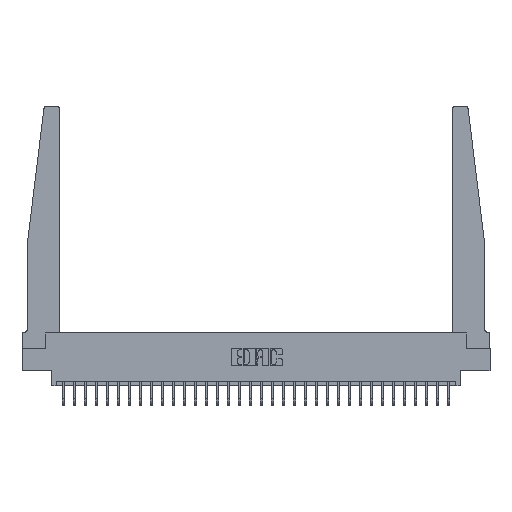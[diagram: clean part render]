
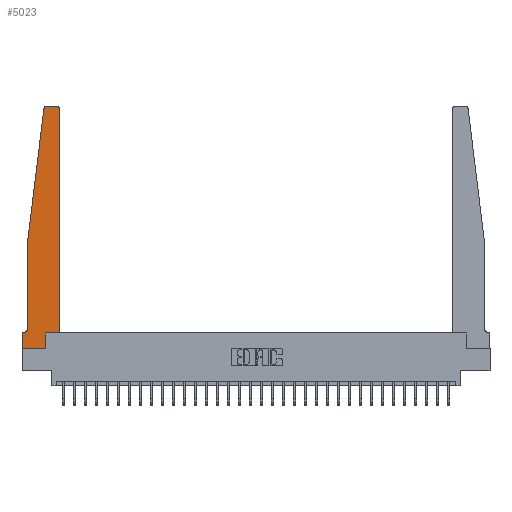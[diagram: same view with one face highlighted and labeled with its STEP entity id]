
A CAD part, top view. The second image highlights one B-rep face of the part: STEP entity #5023.
In plain terms, the highlighted planar face has unit normal (0, 0, 1).
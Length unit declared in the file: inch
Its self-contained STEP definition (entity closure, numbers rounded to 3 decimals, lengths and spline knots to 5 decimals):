
#9 = ORIENTED_EDGE ( 'NONE', *, *, #1547, .T. ) ;
#585 = ORIENTED_EDGE ( 'NONE', *, *, #24420, .T. ) ;
#682 = PLANE ( 'NONE',  #25170 ) ;
#756 = ORIENTED_EDGE ( 'NONE', *, *, #28584, .T. ) ;
#1004 = CARTESIAN_POINT ( 'NONE',  ( 0., 0.1875, 0.37 ) ) ;
#1021 = EDGE_CURVE ( 'NONE', #7555, #2203, #21900, .T. ) ;
#1093 = DIRECTION ( 'NONE',  ( 0., 0., -1. ) ) ;
#1348 = EDGE_CURVE ( 'NONE', #19855, #23651, #29582, .T. ) ;
#1547 = EDGE_CURVE ( 'NONE', #11192, #11237, #26068, .T. ) ;
#1834 = CARTESIAN_POINT ( 'NONE',  ( 0., 0., 0.37 ) ) ;
#2203 = VERTEX_POINT ( 'NONE', #3714 ) ;
#2560 = EDGE_CURVE ( 'NONE', #2203, #18920, #13042, .T. ) ;
#3009 = VECTOR ( 'NONE', #20659, 39.37008 ) ;
#3158 = AXIS2_PLACEMENT_3D ( 'NONE', #25595, #25758, #22904 ) ;
#3172 = EDGE_CURVE ( 'NONE', #23651, #7555, #30482, .T. ) ;
#3489 = CARTESIAN_POINT ( 'NONE',  ( 0.015, 0.2375, 0.37 ) ) ;
#3701 = VECTOR ( 'NONE', #17453, 39.37008 ) ;
#3714 = CARTESIAN_POINT ( 'NONE',  ( 0.395, 2.75, 0.37 ) ) ;
#4445 = VERTEX_POINT ( 'NONE', #18296 ) ;
#4545 = EDGE_CURVE ( 'NONE', #4445, #11192, #12366, .T. ) ;
#5023 = ADVANCED_FACE ( 'NONE', ( #6117 ), #682, .T. ) ;
#5227 = ORIENTED_EDGE ( 'NONE', *, *, #2560, .T. ) ;
#5667 = CARTESIAN_POINT ( 'NONE',  ( 0.2605, 0.18, 0.37 ) ) ;
#6117 = FACE_OUTER_BOUND ( 'NONE', #30302, .T. ) ;
#7191 = EDGE_CURVE ( 'NONE', #11233, #4445, #20027, .T. ) ;
#7317 = VECTOR ( 'NONE', #29365, 39.37008 ) ;
#7555 = VERTEX_POINT ( 'NONE', #12488 ) ;
#7727 = VECTOR ( 'NONE', #16333, 39.37008 ) ;
#7789 = ORIENTED_EDGE ( 'NONE', *, *, #4545, .T. ) ;
#7935 = ORIENTED_EDGE ( 'NONE', *, *, #16053, .T. ) ;
#8501 = DIRECTION ( 'NONE',  ( 0., 0., 1. ) ) ;
#8703 = AXIS2_PLACEMENT_3D ( 'NONE', #23260, #21171, #16396 ) ;
#10197 = DIRECTION ( 'NONE',  ( 1., 0., 0. ) ) ;
#10469 = CARTESIAN_POINT ( 'NONE',  ( 0., 0., 0.37 ) ) ;
#10580 = CIRCLE ( 'NONE', #22769, 0.05 ) ;
#10746 = DIRECTION ( 'NONE',  ( 1., 0., 0. ) ) ;
#10766 = VECTOR ( 'NONE', #10197, 39.37008 ) ;
#11192 = VERTEX_POINT ( 'NONE', #1834 ) ;
#11233 = VERTEX_POINT ( 'NONE', #14241 ) ;
#11237 = VERTEX_POINT ( 'NONE', #16470 ) ;
#11293 = CARTESIAN_POINT ( 'NONE',  ( 0., 0., 0.37 ) ) ;
#11762 = VECTOR ( 'NONE', #20973, 39.37008 ) ;
#12000 = CARTESIAN_POINT ( 'NONE',  ( 0.27653, 2.75, 0.37 ) ) ;
#12366 = LINE ( 'NONE', #10469, #3701 ) ;
#12488 = CARTESIAN_POINT ( 'NONE',  ( 0.425, 2.72, 0.37 ) ) ;
#13042 = LINE ( 'NONE', #13201, #28566 ) ;
#13201 = CARTESIAN_POINT ( 'NONE',  ( 0.25, 2.75, 0.37 ) ) ;
#14033 = EDGE_CURVE ( 'NONE', #18920, #26567, #16894, .T. ) ;
#14241 = CARTESIAN_POINT ( 'NONE',  ( 0.015, 0.1875, 0.37 ) ) ;
#15200 = LINE ( 'NONE', #22053, #7317 ) ;
#15232 = CARTESIAN_POINT ( 'NONE',  ( 0.2605, 0.18, 0.37 ) ) ;
#15275 = DIRECTION ( 'NONE',  ( -1., 0., 0. ) ) ;
#15719 = CARTESIAN_POINT ( 'NONE',  ( 0.425, 0.18, 0.37 ) ) ;
#16053 = EDGE_CURVE ( 'NONE', #26567, #21191, #15200, .T. ) ;
#16333 = DIRECTION ( 'NONE',  ( 0., 1., 0. ) ) ;
#16396 = DIRECTION ( 'NONE',  ( 1., 0., 0. ) ) ;
#16470 = CARTESIAN_POINT ( 'NONE',  ( 0.2605, 0., 0.37 ) ) ;
#16894 = CIRCLE ( 'NONE', #3158, 0.03 ) ;
#16913 = ORIENTED_EDGE ( 'NONE', *, *, #1021, .T. ) ;
#17453 = DIRECTION ( 'NONE',  ( 0., -1., 0. ) ) ;
#17834 = ORIENTED_EDGE ( 'NONE', *, *, #3172, .T. ) ;
#18296 = CARTESIAN_POINT ( 'NONE',  ( 0., 0.1875, 0.37 ) ) ;
#18741 = CARTESIAN_POINT ( 'NONE',  ( 0.065, 1.25, 0.37 ) ) ;
#18920 = VERTEX_POINT ( 'NONE', #12000 ) ;
#19855 = VERTEX_POINT ( 'NONE', #5667 ) ;
#19904 = CARTESIAN_POINT ( 'NONE',  ( 0.425, 0.18, 0.37 ) ) ;
#19989 = LINE ( 'NONE', #15232, #24266 ) ;
#20027 = LINE ( 'NONE', #20193, #3009 ) ;
#20193 = CARTESIAN_POINT ( 'NONE',  ( 0.065, 0.1875, 0.37 ) ) ;
#20659 = DIRECTION ( 'NONE',  ( -1., 0., 0. ) ) ;
#20973 = DIRECTION ( 'NONE',  ( 1., 0., 0. ) ) ;
#21171 = DIRECTION ( 'NONE',  ( 0., 0., 1. ) ) ;
#21191 = VERTEX_POINT ( 'NONE', #30499 ) ;
#21197 = ORIENTED_EDGE ( 'NONE', *, *, #7191, .T. ) ;
#21900 = CIRCLE ( 'NONE', #8703, 0.03 ) ;
#21902 = ORIENTED_EDGE ( 'NONE', *, *, #14033, .T. ) ;
#22053 = CARTESIAN_POINT ( 'NONE',  ( 0.065, 1.25, 0.37 ) ) ;
#22754 = CARTESIAN_POINT ( 'NONE',  ( 0.425, 0.18, 0.37 ) ) ;
#22769 = AXIS2_PLACEMENT_3D ( 'NONE', #3489, #1093, #24974 ) ;
#22904 = DIRECTION ( 'NONE',  ( 1., 0., 0. ) ) ;
#23260 = CARTESIAN_POINT ( 'NONE',  ( 0.395, 2.72, 0.37 ) ) ;
#23543 = ORIENTED_EDGE ( 'NONE', *, *, #27810, .T. ) ;
#23651 = VERTEX_POINT ( 'NONE', #19904 ) ;
#23693 = DIRECTION ( 'NONE',  ( 0., -1., 0. ) ) ;
#23921 = CARTESIAN_POINT ( 'NONE',  ( 0.24675, 2.72367, 0.37 ) ) ;
#24266 = VECTOR ( 'NONE', #27174, 39.37008 ) ;
#24420 = EDGE_CURVE ( 'NONE', #21191, #30174, #28935, .T. ) ;
#24974 = DIRECTION ( 'NONE',  ( -1., 0., 0. ) ) ;
#25170 = AXIS2_PLACEMENT_3D ( 'NONE', #1004, #8501, #10746 ) ;
#25595 = CARTESIAN_POINT ( 'NONE',  ( 0.27653, 2.72, 0.37 ) ) ;
#25758 = DIRECTION ( 'NONE',  ( 0., 0., 1. ) ) ;
#26068 = LINE ( 'NONE', #11293, #11762 ) ;
#26567 = VERTEX_POINT ( 'NONE', #23921 ) ;
#27174 = DIRECTION ( 'NONE',  ( 0., 1., 0. ) ) ;
#27810 = EDGE_CURVE ( 'NONE', #11237, #19855, #19989, .T. ) ;
#28089 = CARTESIAN_POINT ( 'NONE',  ( 0.065, 0.2375, 0.37 ) ) ;
#28181 = VECTOR ( 'NONE', #23693, 39.37008 ) ;
#28566 = VECTOR ( 'NONE', #15275, 39.37008 ) ;
#28584 = EDGE_CURVE ( 'NONE', #30174, #11233, #10580, .T. ) ;
#28935 = LINE ( 'NONE', #18741, #28181 ) ;
#29365 = DIRECTION ( 'NONE',  ( -0.122, -0.992, 0. ) ) ;
#29582 = LINE ( 'NONE', #22754, #10766 ) ;
#29920 = ORIENTED_EDGE ( 'NONE', *, *, #1348, .T. ) ;
#30174 = VERTEX_POINT ( 'NONE', #28089 ) ;
#30302 = EDGE_LOOP ( 'NONE', ( #5227, #21902, #7935, #585, #756, #21197, #7789, #9, #23543, #29920, #17834, #16913 ) ) ;
#30482 = LINE ( 'NONE', #15719, #7727 ) ;
#30499 = CARTESIAN_POINT ( 'NONE',  ( 0.065, 1.25, 0.37 ) ) ;
